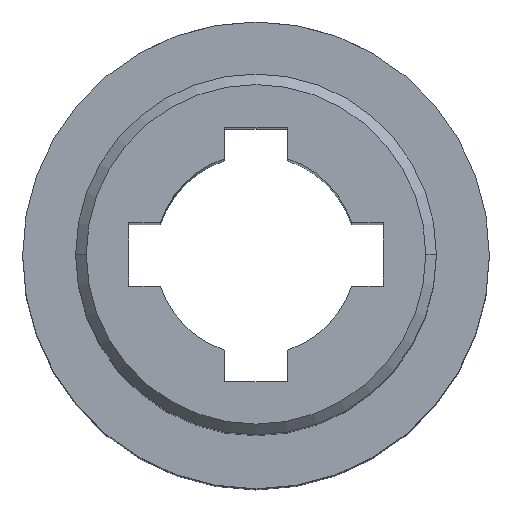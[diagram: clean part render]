
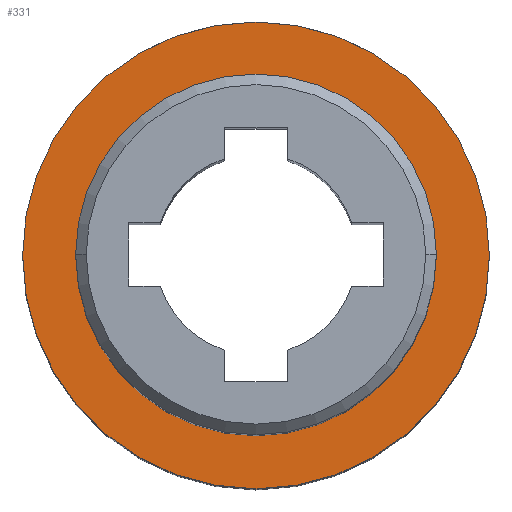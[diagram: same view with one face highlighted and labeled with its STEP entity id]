
A CAD part, top view. The second image highlights one B-rep face of the part: STEP entity #331.
In plain terms, the highlighted planar face has unit normal (0, 0, 1).
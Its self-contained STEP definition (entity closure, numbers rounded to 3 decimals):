
#290=CARTESIAN_POINT('Axis2P3D Location',(0.,0.,32.)) ;
#295=CARTESIAN_POINT('Axis2P3D Location',(0.,0.,32.)) ;
#299=CARTESIAN_POINT('Vertex',(11.,0.,32.)) ;
#301=CARTESIAN_POINT('Vertex',(-11.,0.,32.)) ;
#304=CARTESIAN_POINT('Axis2P3D Location',(0.,0.,32.)) ;
#313=CARTESIAN_POINT('Axis2P3D Location',(0.,0.,32.)) ;
#317=CARTESIAN_POINT('Vertex',(8.5,0.,32.)) ;
#319=CARTESIAN_POINT('Vertex',(-8.5,0.,32.)) ;
#322=CARTESIAN_POINT('Axis2P3D Location',(0.,0.,32.)) ;
#291=DIRECTION('Axis2P3D Direction',(0.,0.,1.)) ;
#292=DIRECTION('Axis2P3D XDirection',(1.,0.,0.)) ;
#296=DIRECTION('Axis2P3D Direction',(0.,0.,1.)) ;
#305=DIRECTION('Axis2P3D Direction',(0.,0.,1.)) ;
#314=DIRECTION('Axis2P3D Direction',(0.,0.,1.)) ;
#323=DIRECTION('Axis2P3D Direction',(0.,0.,1.)) ;
#293=AXIS2_PLACEMENT_3D('Plane Axis2P3D',#290,#291,#292) ;
#297=AXIS2_PLACEMENT_3D('Circle Axis2P3D',#295,#296,$) ;
#306=AXIS2_PLACEMENT_3D('Circle Axis2P3D',#304,#305,$) ;
#315=AXIS2_PLACEMENT_3D('Circle Axis2P3D',#313,#314,$) ;
#324=AXIS2_PLACEMENT_3D('Circle Axis2P3D',#322,#323,$) ;
#310=ORIENTED_EDGE('',*,*,#303,.T.) ;
#311=ORIENTED_EDGE('',*,*,#308,.T.) ;
#328=ORIENTED_EDGE('',*,*,#321,.F.) ;
#329=ORIENTED_EDGE('',*,*,#326,.F.) ;
#330=FACE_BOUND('',#327,.T.) ;
#331=ADVANCED_FACE('Corps principal',(#312,#330),#294,.T.) ;
#298=CIRCLE('generated circle',#297,11.) ;
#307=CIRCLE('generated circle',#306,11.) ;
#316=CIRCLE('generated circle',#315,8.5) ;
#325=CIRCLE('generated circle',#324,8.5) ;
#303=EDGE_CURVE('',#300,#302,#298,.T.) ;
#308=EDGE_CURVE('',#302,#300,#307,.T.) ;
#321=EDGE_CURVE('',#318,#320,#316,.T.) ;
#326=EDGE_CURVE('',#320,#318,#325,.T.) ;
#309=EDGE_LOOP('',(#310,#311)) ;
#327=EDGE_LOOP('',(#328,#329)) ;
#312=FACE_OUTER_BOUND('',#309,.T.) ;
#294=PLANE('Plane',#293) ;
#300=VERTEX_POINT('',#299) ;
#302=VERTEX_POINT('',#301) ;
#318=VERTEX_POINT('',#317) ;
#320=VERTEX_POINT('',#319) ;
